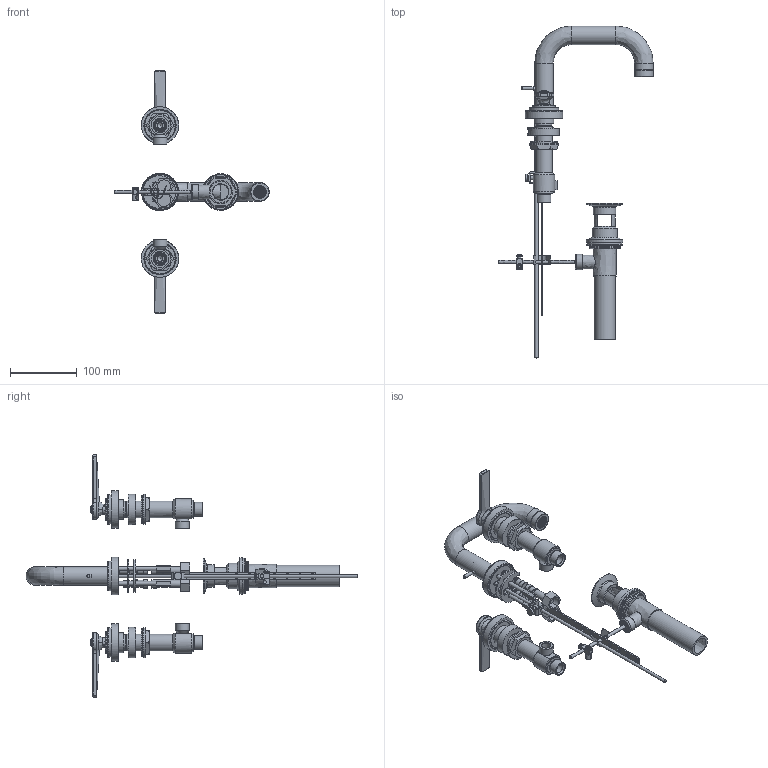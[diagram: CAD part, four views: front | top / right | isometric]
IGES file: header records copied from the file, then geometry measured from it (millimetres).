
Global section: file name: V7KA14-LF; native system: Autodesk Inventor 2018; preprocessor: unknown; author: clarkin; date: 20180807.141718; units: millimetre
Bounding box: 231.9 x 498.65 x 363.83 mm (x, y, z)
Volume: 526175.1 mm3; surface area: 281553.5 mm2
Topology: 57 solids, 59 shells, 2784 faces, 7294 edges, 4765 vertices
Faces by surface type: bspline 2784
